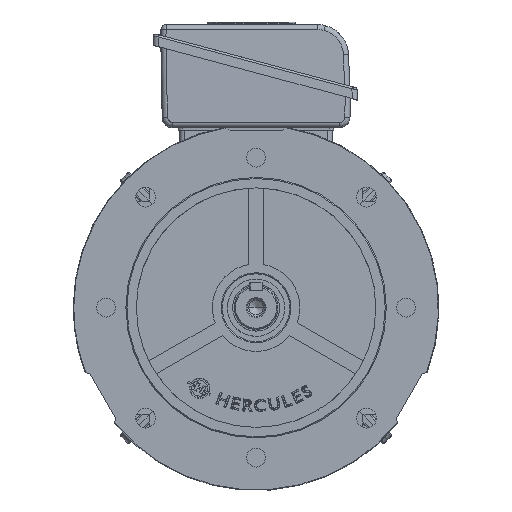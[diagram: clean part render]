
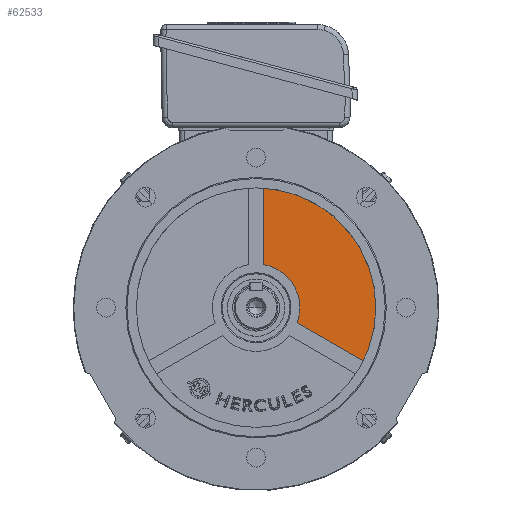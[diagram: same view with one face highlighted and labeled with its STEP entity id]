
A CAD part, top view. The second image highlights one B-rep face of the part: STEP entity #62533.
In plain terms, the highlighted face is planar.
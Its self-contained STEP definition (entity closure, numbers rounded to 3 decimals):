
#117 = CARTESIAN_POINT ( 'NONE',  ( -6., 0., 0. ) ) ;
#162 = AXIS2_PLACEMENT_3D ( 'NONE', #16109, #24794, #99763 ) ;
#1759 = VERTEX_POINT ( 'NONE', #95171 ) ;
#2138 = CIRCLE ( 'NONE', #162, 115. ) ;
#4146 = EDGE_CURVE ( 'NONE', #9852, #122052, #2138, .T. ) ;
#8173 = EDGE_CURVE ( 'NONE', #102799, #31720, #55402, .T. ) ;
#9706 = EDGE_CURVE ( 'NONE', #1759, #122052, #42305, .T. ) ;
#9852 = VERTEX_POINT ( 'NONE', #47171 ) ;
#13383 = DIRECTION ( 'NONE',  ( 0., 0., -1. ) ) ;
#13963 = ORIENTED_EDGE ( 'NONE', *, *, #103887, .T. ) ;
#15940 = CARTESIAN_POINT ( 'NONE',  ( -6., 41.413, 7. ) ) ;
#16109 = CARTESIAN_POINT ( 'NONE',  ( -6., 0., 0. ) ) ;
#16535 = VECTOR ( 'NONE', #80090, 1000. ) ;
#17264 = EDGE_CURVE ( 'NONE', #102799, #9852, #37054, .T. ) ;
#24794 = DIRECTION ( 'NONE',  ( 1., 0., 0. ) ) ;
#31720 = VERTEX_POINT ( 'NONE', #15940 ) ;
#31781 = CARTESIAN_POINT ( 'NONE',  ( -6., -53.836, 107.246 ) ) ;
#35464 = CIRCLE ( 'NONE', #122667, 42. ) ;
#37054 = CIRCLE ( 'NONE', #78639, 115. ) ;
#42305 = LINE ( 'NONE', #31781, #16535 ) ;
#47171 = CARTESIAN_POINT ( 'NONE',  ( -6., 0., 115. ) ) ;
#48617 = CARTESIAN_POINT ( 'NONE',  ( -6., 115., 0. ) ) ;
#53054 = DIRECTION ( 'NONE',  ( 1., 0., 0. ) ) ;
#54129 = ORIENTED_EDGE ( 'NONE', *, *, #4146, .F. ) ;
#55402 = LINE ( 'NONE', #103072, #91824 ) ;
#56668 = PLANE ( 'NONE',  #82226 ) ;
#62533 = ADVANCED_FACE ( 'NONE', ( #106787 ), #56668, .T. ) ;
#70858 = ORIENTED_EDGE ( 'NONE', *, *, #17264, .F. ) ;
#74520 = DIRECTION ( 'NONE',  ( 0., 0., -1. ) ) ;
#76478 = DIRECTION ( 'NONE',  ( 0., 0., 1. ) ) ;
#78639 = AXIS2_PLACEMENT_3D ( 'NONE', #117, #101193, #74520 ) ;
#80090 = DIRECTION ( 'NONE',  ( 0., -0.5, 0.866 ) ) ;
#82226 = AXIS2_PLACEMENT_3D ( 'NONE', #48617, #94439, #76478 ) ;
#91824 = VECTOR ( 'NONE', #112971, 1000. ) ;
#94439 = DIRECTION ( 'NONE',  ( -1., 0., 0. ) ) ;
#94568 = ORIENTED_EDGE ( 'NONE', *, *, #9706, .T. ) ;
#95171 = CARTESIAN_POINT ( 'NONE',  ( -6., -14.644, 39.364 ) ) ;
#99644 = ORIENTED_EDGE ( 'NONE', *, *, #8173, .T. ) ;
#99763 = DIRECTION ( 'NONE',  ( 0., 0., -1. ) ) ;
#100026 = EDGE_LOOP ( 'NONE', ( #99644, #13963, #94568, #54129, #70858 ) ) ;
#101193 = DIRECTION ( 'NONE',  ( 1., 0., 0. ) ) ;
#102799 = VERTEX_POINT ( 'NONE', #113153 ) ;
#103072 = CARTESIAN_POINT ( 'NONE',  ( -6., 119.796, 7. ) ) ;
#103887 = EDGE_CURVE ( 'NONE', #31720, #1759, #35464, .T. ) ;
#106787 = FACE_OUTER_BOUND ( 'NONE', #100026, .T. ) ;
#107559 = CARTESIAN_POINT ( 'NONE',  ( -6., 0., 0. ) ) ;
#112971 = DIRECTION ( 'NONE',  ( 0., -1., 0. ) ) ;
#113153 = CARTESIAN_POINT ( 'NONE',  ( -6., 114.787, 7. ) ) ;
#117119 = CARTESIAN_POINT ( 'NONE',  ( -6., -51.331, 102.908 ) ) ;
#122052 = VERTEX_POINT ( 'NONE', #117119 ) ;
#122667 = AXIS2_PLACEMENT_3D ( 'NONE', #107559, #53054, #13383 ) ;
